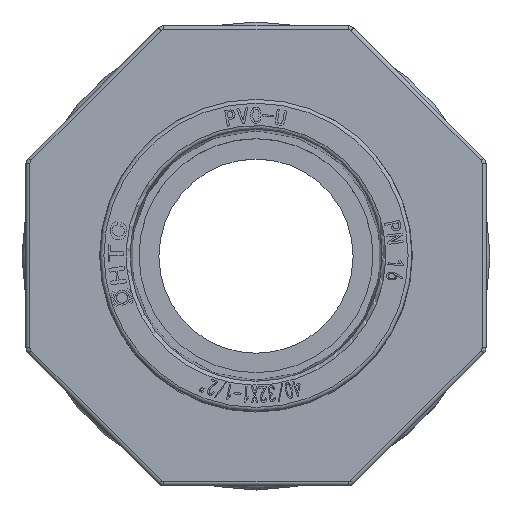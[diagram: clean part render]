
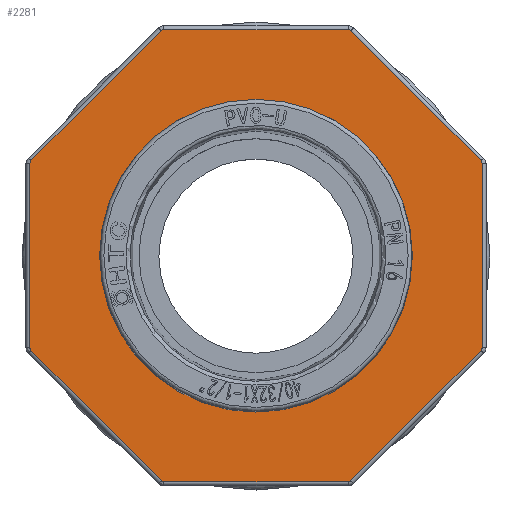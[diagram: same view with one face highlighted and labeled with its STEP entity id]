
A CAD part, top view. The second image highlights one B-rep face of the part: STEP entity #2281.
In plain terms, the highlighted planar face has unit normal (0, 0, 1).
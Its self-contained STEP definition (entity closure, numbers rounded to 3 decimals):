
#2281=ADVANCED_FACE('',(#14452,#14453),#4088,.T.);
#4088=PLANE('',#35954);
#5547=CIRCLE('',#35945,0.5);
#5548=CIRCLE('',#35946,0.5);
#5549=CIRCLE('',#35947,0.5);
#5550=CIRCLE('',#35948,0.5);
#5551=CIRCLE('',#35949,0.5);
#5552=CIRCLE('',#35950,0.5);
#5553=CIRCLE('',#35951,0.5);
#5554=CIRCLE('',#35952,0.5);
#5555=CIRCLE('',#35953,20.049);
#6213=LINE('',#49373,#10415);
#6214=LINE('',#49377,#10416);
#6215=LINE('',#49381,#10417);
#6216=LINE('',#49385,#10418);
#6217=LINE('',#49389,#10419);
#6218=LINE('',#49393,#10420);
#6219=LINE('',#49397,#10421);
#6220=LINE('',#49401,#10422);
#10415=VECTOR('',#38332,1.);
#10416=VECTOR('',#38335,1.);
#10417=VECTOR('',#38338,1.);
#10418=VECTOR('',#38341,1.);
#10419=VECTOR('',#38344,1.);
#10420=VECTOR('',#38347,1.);
#10421=VECTOR('',#38350,1.);
#10422=VECTOR('',#38353,1.);
#14452=FACE_BOUND('',#14666,.T.);
#14453=FACE_BOUND('',#14667,.T.);
#14666=EDGE_LOOP('',(#17129,#17130,#17131,#17132,#17133,#17134,#17135,#17136,
#17137,#17138,#17139,#17140,#17141,#17142,#17143,#17144));
#14667=EDGE_LOOP('',(#17145));
#17129=ORIENTED_EDGE('',*,*,#30577,.T.);
#17130=ORIENTED_EDGE('',*,*,#30578,.T.);
#17131=ORIENTED_EDGE('',*,*,#30579,.T.);
#17132=ORIENTED_EDGE('',*,*,#30580,.T.);
#17133=ORIENTED_EDGE('',*,*,#30581,.T.);
#17134=ORIENTED_EDGE('',*,*,#30582,.T.);
#17135=ORIENTED_EDGE('',*,*,#30583,.T.);
#17136=ORIENTED_EDGE('',*,*,#30584,.T.);
#17137=ORIENTED_EDGE('',*,*,#30585,.T.);
#17138=ORIENTED_EDGE('',*,*,#30586,.T.);
#17139=ORIENTED_EDGE('',*,*,#30587,.T.);
#17140=ORIENTED_EDGE('',*,*,#30588,.T.);
#17141=ORIENTED_EDGE('',*,*,#30589,.T.);
#17142=ORIENTED_EDGE('',*,*,#30590,.T.);
#17143=ORIENTED_EDGE('',*,*,#30591,.T.);
#17144=ORIENTED_EDGE('',*,*,#30592,.T.);
#17145=ORIENTED_EDGE('',*,*,#30593,.F.);
#27185=VERTEX_POINT('',#49371);
#27186=VERTEX_POINT('',#49372);
#27187=VERTEX_POINT('',#49374);
#27188=VERTEX_POINT('',#49376);
#27189=VERTEX_POINT('',#49378);
#27190=VERTEX_POINT('',#49380);
#27191=VERTEX_POINT('',#49382);
#27192=VERTEX_POINT('',#49384);
#27193=VERTEX_POINT('',#49386);
#27194=VERTEX_POINT('',#49388);
#27195=VERTEX_POINT('',#49390);
#27196=VERTEX_POINT('',#49392);
#27197=VERTEX_POINT('',#49394);
#27198=VERTEX_POINT('',#49396);
#27199=VERTEX_POINT('',#49398);
#27200=VERTEX_POINT('',#49400);
#27201=VERTEX_POINT('',#49403);
#30577=EDGE_CURVE('',#27185,#27186,#5547,.T.);
#30578=EDGE_CURVE('',#27186,#27187,#6213,.T.);
#30579=EDGE_CURVE('',#27187,#27188,#5548,.T.);
#30580=EDGE_CURVE('',#27188,#27189,#6214,.T.);
#30581=EDGE_CURVE('',#27189,#27190,#5549,.T.);
#30582=EDGE_CURVE('',#27190,#27191,#6215,.T.);
#30583=EDGE_CURVE('',#27191,#27192,#5550,.T.);
#30584=EDGE_CURVE('',#27192,#27193,#6216,.T.);
#30585=EDGE_CURVE('',#27193,#27194,#5551,.T.);
#30586=EDGE_CURVE('',#27194,#27195,#6217,.T.);
#30587=EDGE_CURVE('',#27195,#27196,#5552,.T.);
#30588=EDGE_CURVE('',#27196,#27197,#6218,.T.);
#30589=EDGE_CURVE('',#27197,#27198,#5553,.T.);
#30590=EDGE_CURVE('',#27198,#27199,#6219,.T.);
#30591=EDGE_CURVE('',#27199,#27200,#5554,.T.);
#30592=EDGE_CURVE('',#27200,#27185,#6220,.T.);
#30593=EDGE_CURVE('',#27201,#27201,#5555,.T.);
#35945=AXIS2_PLACEMENT_3D('',#49370,#38330,#38331);
#35946=AXIS2_PLACEMENT_3D('',#49375,#38333,#38334);
#35947=AXIS2_PLACEMENT_3D('',#49379,#38336,#38337);
#35948=AXIS2_PLACEMENT_3D('',#49383,#38339,#38340);
#35949=AXIS2_PLACEMENT_3D('',#49387,#38342,#38343);
#35950=AXIS2_PLACEMENT_3D('',#49391,#38345,#38346);
#35951=AXIS2_PLACEMENT_3D('',#49395,#38348,#38349);
#35952=AXIS2_PLACEMENT_3D('',#49399,#38351,#38352);
#35953=AXIS2_PLACEMENT_3D('',#49402,#38354,#38355);
#35954=AXIS2_PLACEMENT_3D('',#49404,#38356,#38357);
#38330=DIRECTION('',(0.,0.,1.));
#38331=DIRECTION('',(0.,1.,0.));
#38332=DIRECTION('',(-1.,0.,0.));
#38333=DIRECTION('',(0.,0.,1.));
#38334=DIRECTION('',(0.,1.,0.));
#38335=DIRECTION('',(-0.707,-0.707,0.));
#38336=DIRECTION('',(0.,0.,1.));
#38337=DIRECTION('',(0.,1.,0.));
#38338=DIRECTION('',(0.,-1.,0.));
#38339=DIRECTION('',(0.,0.,1.));
#38340=DIRECTION('',(0.,1.,0.));
#38341=DIRECTION('',(0.707,-0.707,0.));
#38342=DIRECTION('',(0.,0.,1.));
#38343=DIRECTION('',(0.,1.,0.));
#38344=DIRECTION('',(1.,0.,0.));
#38345=DIRECTION('',(0.,0.,1.));
#38346=DIRECTION('',(0.,1.,0.));
#38347=DIRECTION('',(0.707,0.707,0.));
#38348=DIRECTION('',(0.,0.,1.));
#38349=DIRECTION('',(0.,1.,0.));
#38350=DIRECTION('',(0.,1.,0.));
#38351=DIRECTION('',(0.,0.,1.));
#38352=DIRECTION('',(0.,1.,0.));
#38353=DIRECTION('',(-0.707,0.707,0.));
#38354=DIRECTION('',(0.,0.,1.));
#38355=DIRECTION('',(1.,0.,0.));
#38356=DIRECTION('',(0.,0.,1.));
#38357=DIRECTION('',(0.,-1.,0.));
#49370=CARTESIAN_POINT('',(200.805,559.,19.004));
#49371=CARTESIAN_POINT('',(201.159,559.354,19.004));
#49372=CARTESIAN_POINT('',(200.805,559.5,19.004));
#49373=CARTESIAN_POINT('',(338.5,559.5,19.004));
#49374=CARTESIAN_POINT('',(177.195,559.5,19.004));
#49375=CARTESIAN_POINT('',(177.195,559.,19.004));
#49376=CARTESIAN_POINT('',(176.841,559.354,19.004));
#49377=CARTESIAN_POINT('',(44.744,427.256,19.004));
#49378=CARTESIAN_POINT('',(160.146,542.659,19.004));
#49379=CARTESIAN_POINT('',(160.5,542.305,19.004));
#49380=CARTESIAN_POINT('',(160.,542.305,19.004));
#49381=CARTESIAN_POINT('',(160.,133.5,19.004));
#49382=CARTESIAN_POINT('',(160.,518.695,19.004));
#49383=CARTESIAN_POINT('',(160.5,518.695,19.004));
#49384=CARTESIAN_POINT('',(160.146,518.341,19.004));
#49385=CARTESIAN_POINT('',(441.744,236.744,19.004));
#49386=CARTESIAN_POINT('',(176.841,501.646,19.004));
#49387=CARTESIAN_POINT('',(177.195,502.,19.004));
#49388=CARTESIAN_POINT('',(177.195,501.5,19.004));
#49389=CARTESIAN_POINT('',(338.5,501.5,19.004));
#49390=CARTESIAN_POINT('',(200.805,501.5,19.004));
#49391=CARTESIAN_POINT('',(200.805,502.,19.004));
#49392=CARTESIAN_POINT('',(201.159,501.646,19.004));
#49393=CARTESIAN_POINT('',(85.756,386.244,19.004));
#49394=CARTESIAN_POINT('',(217.854,518.341,19.004));
#49395=CARTESIAN_POINT('',(217.5,518.695,19.004));
#49396=CARTESIAN_POINT('',(218.,518.695,19.004));
#49397=CARTESIAN_POINT('',(218.,133.5,19.004));
#49398=CARTESIAN_POINT('',(218.,542.305,19.004));
#49399=CARTESIAN_POINT('',(217.5,542.305,19.004));
#49400=CARTESIAN_POINT('',(217.854,542.659,19.004));
#49401=CARTESIAN_POINT('',(482.756,277.756,19.004));
#49402=CARTESIAN_POINT('',(189.,530.5,19.004));
#49403=CARTESIAN_POINT('',(209.049,530.5,19.004));
#49404=CARTESIAN_POINT('',(338.5,133.5,19.004));
